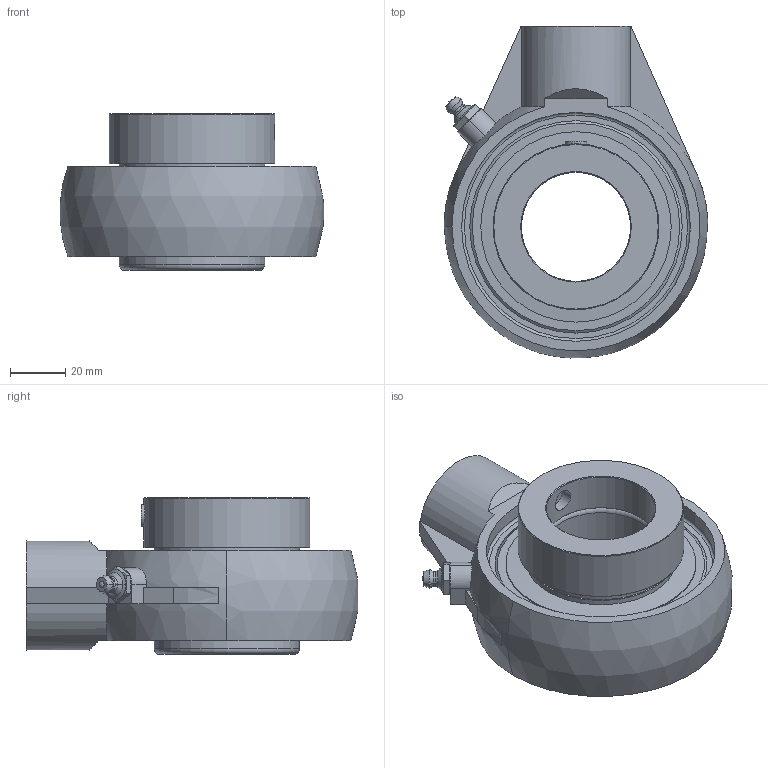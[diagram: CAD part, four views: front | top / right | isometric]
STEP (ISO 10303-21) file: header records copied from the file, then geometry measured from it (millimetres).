
FILE_DESCRIPTION(('HOOPS Exchange Step'),'2;1');
FILE_NAME('export-F19FC711-14DB-403E-B7A6-E2520CA5E386.stp','2019-12-13T13:11:16-08:00',('ibuslach'),('Alibre'),'HOOPS Exchange 2019.2','Alibre','Unknown authorisation');
FILE_SCHEMA( ('AP242_MANAGED_MODEL_BASED_3D_ENGINEERING_MIM_LF {1 0 10303 442 1 1 4 }') );
Length unit declared in the file: centimetre
Products named in the file (8): MRN SHA 208; ZERK 6mm; SHC 208-24 Flinger; SHC 207 SS; SHC 208-25 Collar; SHC 208-25 Races; MRN SHC 208-25; MRN SHCHA 208-25
Assembly tree (7 placements, depth 3):
  MRN SHCHA 208-25
    MRN SHA 208
    ZERK 6mm
    MRN SHC 208-25
      SHC 208-24 Flinger
      SHC 207 SS
      SHC 208-25 Collar
      SHC 208-25 Races
Bounding box: 95.81 x 120.62 x 56.96 mm (x, y, z)
Volume: 186377.8 mm3; surface area: 75933.2 mm2
Topology: 20 solids, 20 shells, 183 faces, 478 edges, 309 vertices
Faces by surface type: plane 59, cylinder 45, cone 36, sphere 23, torus 16, bspline 4
Full cylindrical faces by diameter (mm): 1.506 x2, 6 x2, 7.925 x1, 7.938 x2, 19.05 x1, 39.688 x2, 48.768 x2, 52.832 x4, 53.848 x2, 60.3 x1, 69.215 x4, 83.195 x1, 85.195 x1
Entity records: 8886 total; most frequent: CARTESIAN_POINT 4227, DIRECTION 1002, ORIENTED_EDGE 892, EDGE_CURVE 446, AXIS2_PLACEMENT_3D 429, VERTEX_POINT 309, CIRCLE 225, EDGE_LOOP 209
